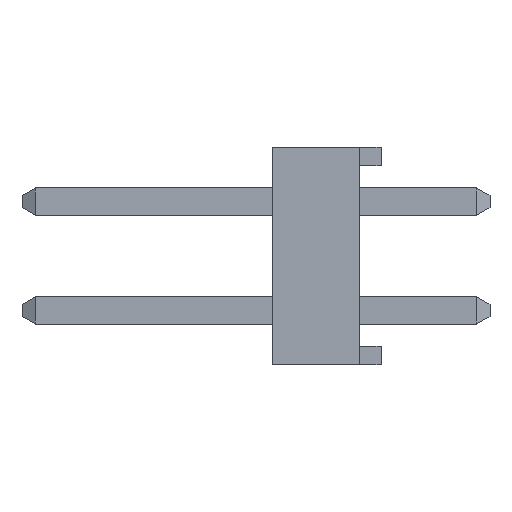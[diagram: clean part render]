
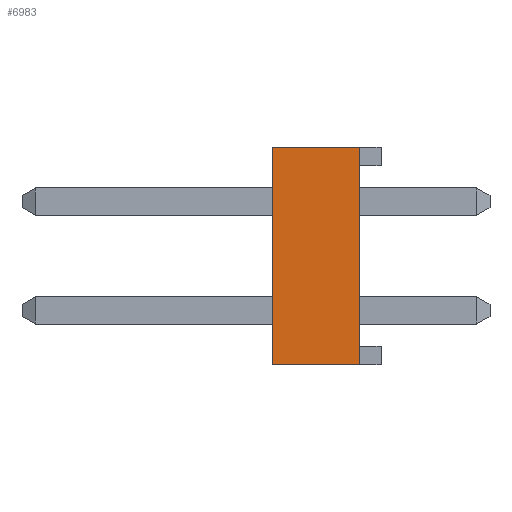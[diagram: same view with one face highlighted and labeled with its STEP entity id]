
A CAD part, left-side view. The second image highlights one B-rep face of the part: STEP entity #6983.
In plain terms, the highlighted planar face has unit normal (-1, 0, 0).
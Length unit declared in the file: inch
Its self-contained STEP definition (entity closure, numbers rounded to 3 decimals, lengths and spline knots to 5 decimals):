
#743=ORIENTED_EDGE('',*,*,#2547,.F.);
#744=ORIENTED_EDGE('',*,*,#2201,.F.);
#745=ORIENTED_EDGE('',*,*,#2548,.F.);
#746=ORIENTED_EDGE('',*,*,#2260,.T.);
#2201=EDGE_CURVE('',#3155,#3156,#3797,.T.);
#2260=EDGE_CURVE('',#3199,#3198,#3856,.T.);
#2547=EDGE_CURVE('',#3156,#3198,#4143,.T.);
#2548=EDGE_CURVE('',#3199,#3155,#4144,.T.);
#3155=VERTEX_POINT('',#9827);
#3156=VERTEX_POINT('',#9829);
#3198=VERTEX_POINT('',#9934);
#3199=VERTEX_POINT('',#9936);
#3797=LINE('',#9828,#4785);
#3856=LINE('',#9935,#4844);
#4143=LINE('',#10499,#5131);
#4144=LINE('',#10500,#5132);
#4785=VECTOR('',#7919,39.37008);
#4844=VECTOR('',#7988,39.37008);
#5131=VECTOR('',#8485,39.37008);
#5132=VECTOR('',#8486,39.37008);
#5721=EDGE_LOOP('',(#743,#744,#745,#746));
#6155=FACE_BOUND('',#5721,.T.);
#6589=PLANE('',#7403);
#6983=ADVANCED_FACE('',(#6155),#6589,.F.);
#7403=AXIS2_PLACEMENT_3D('',#10498,#8483,#8484);
#7919=DIRECTION('',(0.,-1.,0.));
#7988=DIRECTION('',(0.,-1.,0.));
#8483=DIRECTION('',(1.,0.,0.));
#8484=DIRECTION('',(0.,0.,-1.));
#8485=DIRECTION('',(0.,0.,-1.));
#8486=DIRECTION('',(0.,0.,1.));
#9827=CARTESIAN_POINT('',(-0.25,0.1,0.1));
#9828=CARTESIAN_POINT('',(-0.25,0.1,0.1));
#9829=CARTESIAN_POINT('',(-0.25,0.02,0.1));
#9934=CARTESIAN_POINT('',(-0.25,0.02,-0.1));
#9935=CARTESIAN_POINT('',(-0.25,0.1,-0.1));
#9936=CARTESIAN_POINT('',(-0.25,0.1,-0.1));
#10498=CARTESIAN_POINT('',(-0.25,0.1,-0.1));
#10499=CARTESIAN_POINT('',(-0.25,0.02,-0.1));
#10500=CARTESIAN_POINT('',(-0.25,0.1,-0.1));
